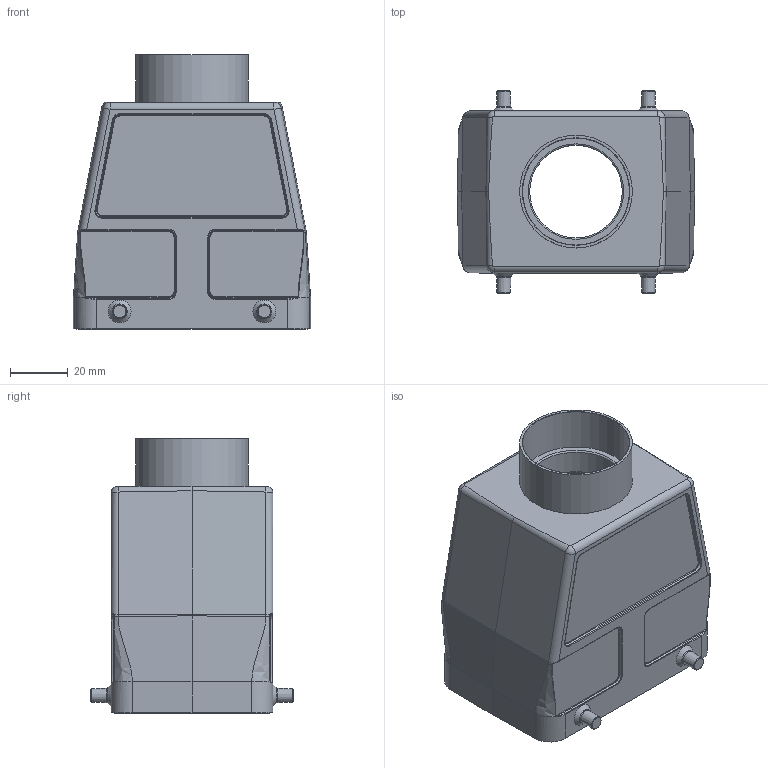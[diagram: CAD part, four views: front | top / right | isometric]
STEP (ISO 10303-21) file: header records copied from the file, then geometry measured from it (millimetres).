
FILE_DESCRIPTION(/* description */ (''),/* implementation_level */ '2;1');
FILE_NAME(/* name */ '100612615ugm000_b.stp',/* time_stamp */ '2018-03-06T15:51:42+01:00',/* author */ (''),/* organization */ (''),/* preprocessor_version */ 'ST-DEVELOPER v16',/* originating_system */ 'SIEMENS PLM Software NX 10.0',/* authorisation */ '');
FILE_SCHEMA (('AUTOMOTIVE_DESIGN { 1 0 10303 214 3 1 1 1 }'));
Length unit declared in the file: millimetre
Products named in the file (1): 100612615ugm000_b
Bounding box: 82 x 70.2 x 95 mm (x, y, z)
Volume: 80041.7 mm3; surface area: 50886.5 mm2
Topology: 1 solids, 2 shells, 556 faces, 1737 edges, 1577 vertices
Faces by surface type: plane 189, cylinder 176, bspline 134, cone 37, torus 16, sphere 4
Full cylindrical faces by diameter (mm): 3 x8, 32 x1, 35 x1, 35.6 x1, 37 x2, 39 x1
Entity records: 22869 total; most frequent: CARTESIAN_POINT 7635, DIRECTION 2589, ORIENTED_EDGE 2528, EDGE_CURVE 1264, AXIS2_PLACEMENT_3D 942, VERTEX_POINT 789, LINE 705, VECTOR 705
